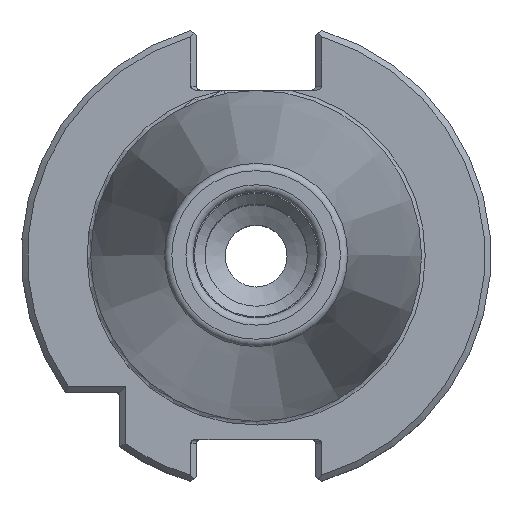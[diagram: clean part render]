
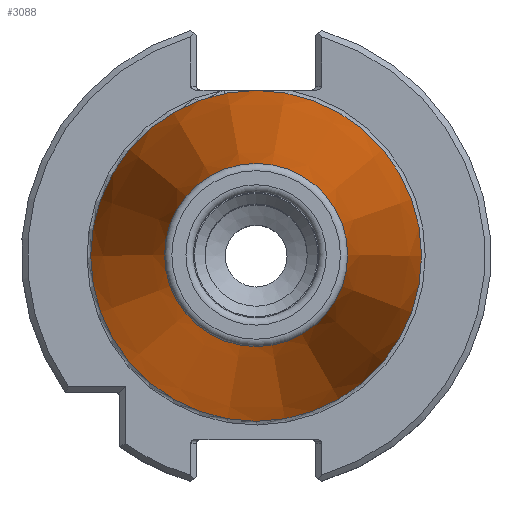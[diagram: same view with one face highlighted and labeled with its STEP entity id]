
A CAD part, top view. The second image highlights one B-rep face of the part: STEP entity #3088.
In plain terms, the highlighted conical face has half-angle 8.297 degrees and reference radius 22.395 mm.
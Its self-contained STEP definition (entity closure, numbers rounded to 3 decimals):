
#359=CONICAL_SURFACE('',#3286,22.395,0.145);
#537=ORIENTED_EDGE('',*,*,#1054,.F.);
#538=ORIENTED_EDGE('',*,*,#1084,.T.);
#1054=EDGE_CURVE('',#1356,#1356,#1567,.T.);
#1084=EDGE_CURVE('',#1378,#1378,#1577,.T.);
#1356=VERTEX_POINT('',#4200);
#1378=VERTEX_POINT('',#4343);
#1567=CIRCLE('',#3266,12.397);
#1577=CIRCLE('',#3287,22.395);
#1715=EDGE_LOOP('',(#537));
#1716=EDGE_LOOP('',(#538));
#1914=FACE_BOUND('',#1715,.T.);
#1915=FACE_BOUND('',#1716,.T.);
#3088=ADVANCED_FACE('',(#1914,#1915),#359,.T.);
#3266=AXIS2_PLACEMENT_3D('',#4199,#3612,#3613);
#3286=AXIS2_PLACEMENT_3D('',#4341,#3652,#3653);
#3287=AXIS2_PLACEMENT_3D('',#4342,#3654,#3655);
#3612=DIRECTION('',(0.,0.,1.));
#3613=DIRECTION('',(1.,0.,0.));
#3652=DIRECTION('',(0.,0.,-1.));
#3653=DIRECTION('',(-1.,0.,0.));
#3654=DIRECTION('',(0.,0.,1.));
#3655=DIRECTION('',(1.,0.,0.));
#4199=CARTESIAN_POINT('',(0.,0.,67.394));
#4200=CARTESIAN_POINT('',(12.397,0.,67.394));
#4341=CARTESIAN_POINT('',(0.,0.,-1.163));
#4342=CARTESIAN_POINT('',(0.,0.,-1.163));
#4343=CARTESIAN_POINT('',(22.395,0.,-1.163));
